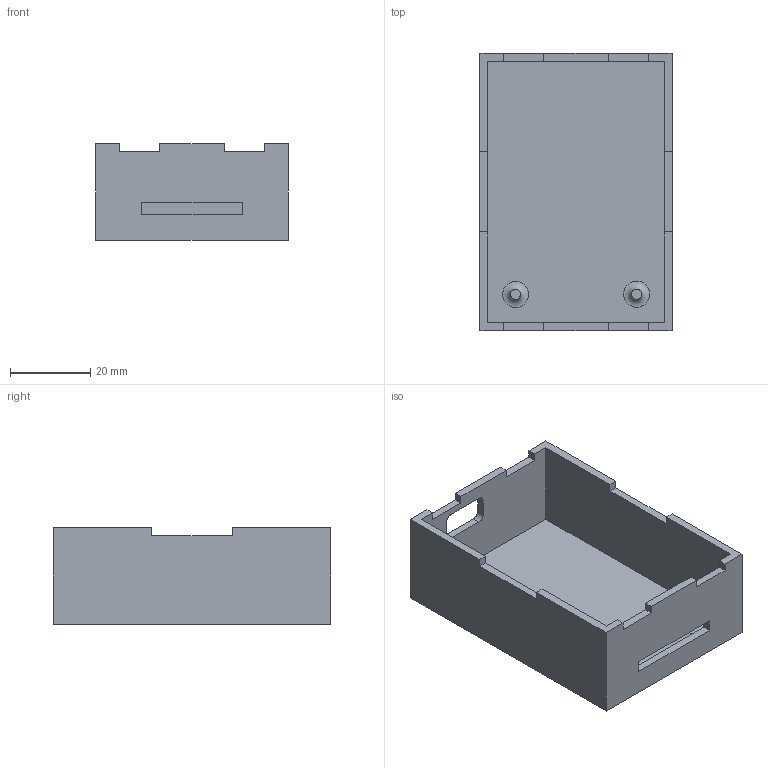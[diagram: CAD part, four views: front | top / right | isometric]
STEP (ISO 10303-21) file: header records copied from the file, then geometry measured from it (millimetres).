
FILE_DESCRIPTION(/* description */ (''),/* implementation_level */ '2;1');
FILE_NAME(/* name */ 'plant-sensor-casing-no-battery.step',/* time_stamp */ '2025-07-01T21:49:21+02:00',/* author */ (''),/* organization */ (''),/* preprocessor_version */ 'ST-DEVELOPER v20.1',/* originating_system */ 'Autodesk Translation Framework v14.10.0.0',/* authorisation */ '');
FILE_SCHEMA (('AUTOMOTIVE_DESIGN { 1 0 10303 214 3 1 1 }'));
Length unit declared in the file: millimetre
Products named in the file (2): 2025-05-26-17-07-16-246; 2025-05-27-21-52-05-919
Assembly tree (1 placements, depth 2):
  2025-05-26-17-07-16-246
    2025-05-27-21-52-05-919
Bounding box: 47.97 x 69.22 x 24 mm (x, y, z)
Volume: 16037.9 mm3; surface area: 16755.2 mm2
Topology: 1 solids, 1 shells, 52 faces, 143 edges, 95 vertices
Faces by surface type: plane 44, cylinder 6, torus 2
Full cylindrical faces by diameter (mm): 2.5 x2
Entity records: 1686 total; most frequent: CARTESIAN_POINT 293, ORIENTED_EDGE 286, DIRECTION 270, EDGE_CURVE 143, LINE 126, VECTOR 126, VERTEX_POINT 95, AXIS2_PLACEMENT_3D 72
